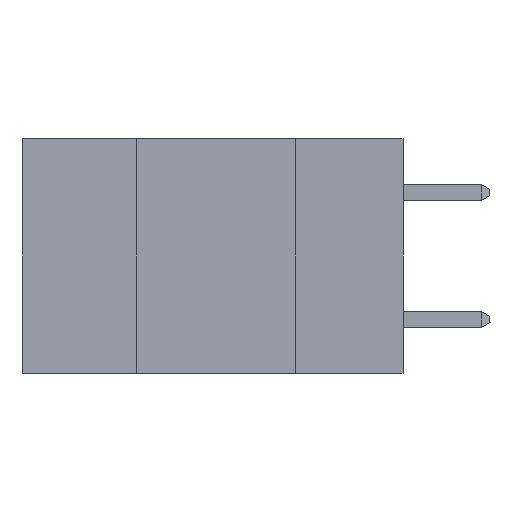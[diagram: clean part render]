
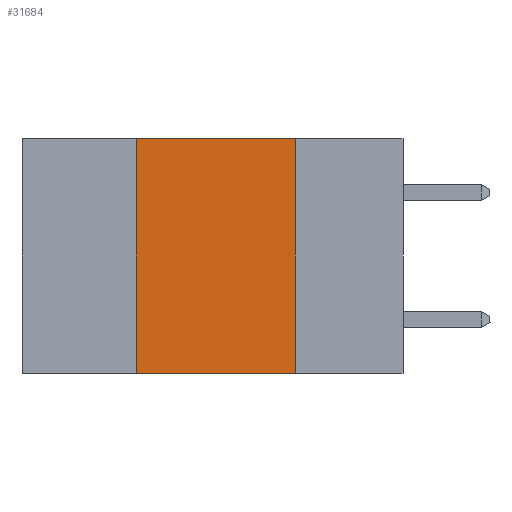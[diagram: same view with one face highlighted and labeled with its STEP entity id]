
A CAD part, left-side view. The second image highlights one B-rep face of the part: STEP entity #31684.
In plain terms, the highlighted planar face has unit normal (-1, 0, 0).
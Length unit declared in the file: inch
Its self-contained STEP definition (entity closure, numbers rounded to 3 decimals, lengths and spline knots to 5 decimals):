
#1494 = VERTEX_POINT ( 'NONE', #1944 ) ;
#1944 = CARTESIAN_POINT ( 'NONE',  ( 0., 0.42, -0.37 ) ) ;
#4141 = VECTOR ( 'NONE', #11572, 39.37008 ) ;
#4648 = DIRECTION ( 'NONE',  ( 0., 0., -1. ) ) ;
#8077 = CARTESIAN_POINT ( 'NONE',  ( 0., 0.6, 0. ) ) ;
#8139 = VECTOR ( 'NONE', #32088, 39.37008 ) ;
#8202 = EDGE_CURVE ( 'NONE', #25567, #26855, #26295, .T. ) ;
#10909 = LINE ( 'NONE', #27472, #23770 ) ;
#11572 = DIRECTION ( 'NONE',  ( 0., -1., 0. ) ) ;
#13413 = CARTESIAN_POINT ( 'NONE',  ( 0., 0.42, 0. ) ) ;
#15986 = PLANE ( 'NONE',  #19197 ) ;
#16800 = ORIENTED_EDGE ( 'NONE', *, *, #8202, .F. ) ;
#18588 = CARTESIAN_POINT ( 'NONE',  ( 0., 0.17, 0. ) ) ;
#18933 = CARTESIAN_POINT ( 'NONE',  ( 0., 0.17, -0.37 ) ) ;
#19197 = AXIS2_PLACEMENT_3D ( 'NONE', #8077, #24619, #4648 ) ;
#19257 = FACE_OUTER_BOUND ( 'NONE', #31468, .T. ) ;
#19302 = VERTEX_POINT ( 'NONE', #31551 ) ;
#21230 = ORIENTED_EDGE ( 'NONE', *, *, #26144, .T. ) ;
#21625 = EDGE_CURVE ( 'NONE', #1494, #19302, #32459, .T. ) ;
#23090 = EDGE_CURVE ( 'NONE', #19302, #25567, #24743, .T. ) ;
#23770 = VECTOR ( 'NONE', #24784, 39.37008 ) ;
#24118 = CARTESIAN_POINT ( 'NONE',  ( 0., 0.17, 0. ) ) ;
#24619 = DIRECTION ( 'NONE',  ( 1., 0., 0. ) ) ;
#24743 = LINE ( 'NONE', #32993, #4141 ) ;
#24784 = DIRECTION ( 'NONE',  ( 0., -1., 0. ) ) ;
#25437 = VECTOR ( 'NONE', #29535, 39.37008 ) ;
#25567 = VERTEX_POINT ( 'NONE', #24118 ) ;
#26144 = EDGE_CURVE ( 'NONE', #1494, #26855, #10909, .T. ) ;
#26295 = LINE ( 'NONE', #18588, #25437 ) ;
#26855 = VERTEX_POINT ( 'NONE', #18933 ) ;
#27472 = CARTESIAN_POINT ( 'NONE',  ( 0., 0.6, -0.37 ) ) ;
#27473 = ORIENTED_EDGE ( 'NONE', *, *, #21625, .F. ) ;
#29535 = DIRECTION ( 'NONE',  ( 0., 0., -1. ) ) ;
#31468 = EDGE_LOOP ( 'NONE', ( #16800, #34772, #27473, #21230 ) ) ;
#31551 = CARTESIAN_POINT ( 'NONE',  ( 0., 0.42, 0. ) ) ;
#31684 = ADVANCED_FACE ( 'NONE', ( #19257 ), #15986, .F. ) ;
#32088 = DIRECTION ( 'NONE',  ( 0., 0., 1. ) ) ;
#32459 = LINE ( 'NONE', #13413, #8139 ) ;
#32993 = CARTESIAN_POINT ( 'NONE',  ( 0., 0.6, 0. ) ) ;
#34772 = ORIENTED_EDGE ( 'NONE', *, *, #23090, .F. ) ;
